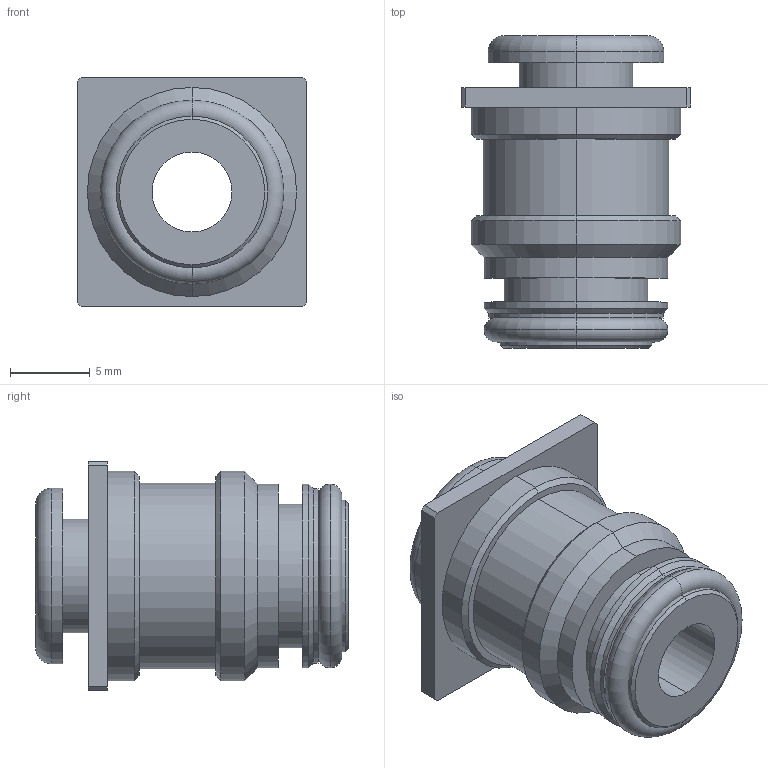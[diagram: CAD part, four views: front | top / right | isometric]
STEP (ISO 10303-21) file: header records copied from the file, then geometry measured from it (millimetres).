
FILE_DESCRIPTION (( 'STEP AP203' ), '1' );
FILE_NAME ('PAL-PC06M.STEP', '2023-05-18T14:00:07', ( '' ), ( '' ), 'SwSTEP 2.0', 'SolidWorks 2021', '' );
FILE_SCHEMA (( 'CONFIG_CONTROL_DESIGN' ));
Length unit declared in the file: millimetre
Products named in the file (1): PAL-PC06M
Bounding box: 14.4 x 19.58 x 14.4 mm (x, y, z)
Volume: 1651.6 mm3; surface area: 2014.8 mm2
Topology: 3 solids, 3 shells, 62 faces, 130 edges, 80 vertices
Faces by surface type: cylinder 30, plane 16, cone 10, torus 6
Entity records: 1757 total; most frequent: DIRECTION 334, CARTESIAN_POINT 273, ORIENTED_EDGE 260, AXIS2_PLACEMENT_3D 141, EDGE_CURVE 130, VERTEX_POINT 80, CIRCLE 78, EDGE_LOOP 74
